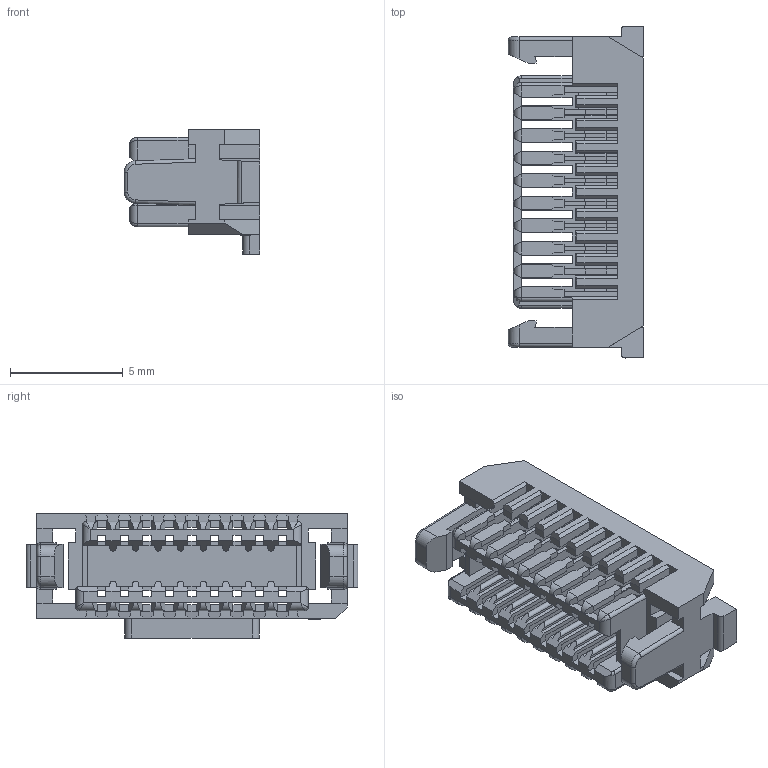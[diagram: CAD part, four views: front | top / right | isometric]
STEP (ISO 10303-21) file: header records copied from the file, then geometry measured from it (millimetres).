
FILE_DESCRIPTION (( 'STEP AP214' ), '1' );
FILE_NAME ('FHG10008-D18M2WHB.STEP', '2025-11-21T02:28:27', ( '' ), ( '' ), 'SwSTEP 2.0', 'SolidWorks 2021', '' );
FILE_SCHEMA (( 'AUTOMOTIVE_DESIGN' ));
Length unit declared in the file: millimetre
Products named in the file (1): FHG10008-D18M2WHB
Bounding box: 6 x 14.71 x 5.51 mm (x, y, z)
Volume: 151.5 mm3; surface area: 794.3 mm2
Topology: 1 solids, 1 shells, 911 faces, 2690 edges, 1724 vertices
Faces by surface type: plane 841, cylinder 60, torus 6, bspline 4
Entity records: 30426 total; most frequent: CARTESIAN_POINT 6292, ORIENTED_EDGE 5380, DIRECTION 4482, EDGE_CURVE 2690, VECTOR 2558, LINE 2558, VERTEX_POINT 1724, AXIS2_PLACEMENT_3D 962
